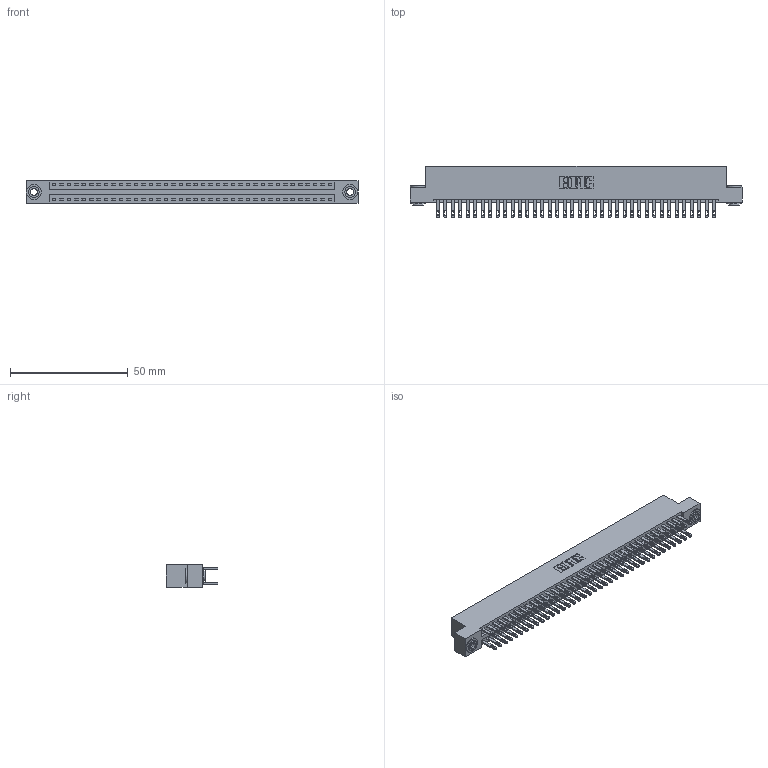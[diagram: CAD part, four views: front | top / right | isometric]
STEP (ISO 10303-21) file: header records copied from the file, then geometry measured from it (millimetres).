
FILE_DESCRIPTION (( 'STEP AP203' ), '1' );
FILE_NAME ('896-076-500-203.STEP', '2021-07-28T01:40:48', ( '' ), ( '' ), 'SwSTEP 2.0', 'SolidWorks 2020', '' );
FILE_SCHEMA (( 'CONFIG_CONTROL_DESIGN' ));
Length unit declared in the file: inch
Products named in the file (4): 345-250-002_345-250-002-102; 896-076-500-203; 846 Part_Flush Mounting Lugs - 0.156 Dia-TH; 345-292-001_345-293-100
Assembly tree (79 placements, depth 2):
  896-076-500-203
    846 Part_Flush Mounting Lugs - 0.156 Dia-TH
    345-292-001_345-293-100  x76
    345-250-002_345-250-002-102  x2
Bounding box: 141.22 x 21.84 x 9.4 mm (x, y, z)
Volume: 13991.7 mm3; surface area: 20179.2 mm2
Topology: 79 solids, 79 shells, 3808 faces, 11577 edges, 7714 vertices
Faces by surface type: plane 2290, cylinder 1510, cone 8
Entity records: 25918 total; most frequent: CARTESIAN_POINT 4251, ORIENTED_EDGE 4178, DIRECTION 3831, EDGE_CURVE 2089, VECTOR 1777, LINE 1777, VERTEX_POINT 1390, AXIS2_PLACEMENT_3D 1027
